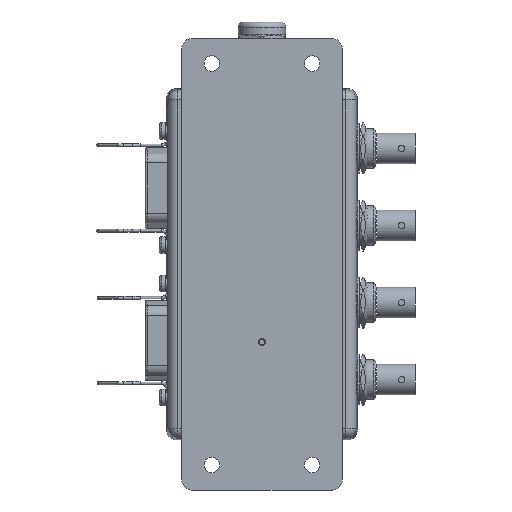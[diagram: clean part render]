
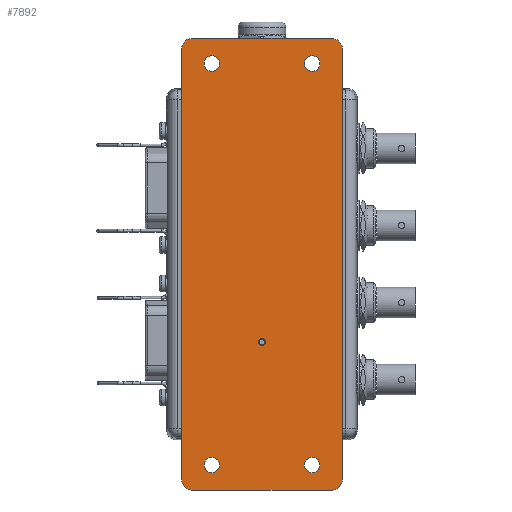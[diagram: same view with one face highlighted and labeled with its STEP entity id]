
A CAD part, front view. The second image highlights one B-rep face of the part: STEP entity #7892.
In plain terms, the highlighted planar face has unit normal (0, -1, 0).
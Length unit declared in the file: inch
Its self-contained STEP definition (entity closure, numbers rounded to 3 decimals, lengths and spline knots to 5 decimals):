
#543 = FACE_BOUND ( 'NONE', #15806, .T. ) ;
#582 = ORIENTED_EDGE ( 'NONE', *, *, #13796, .T. ) ;
#741 = VERTEX_POINT ( 'NONE', #53527 ) ;
#1448 = CIRCLE ( 'NONE', #52044, 0.125 ) ;
#1564 = DIRECTION ( 'NONE',  ( 0., 0., -1. ) ) ;
#1852 = DIRECTION ( 'NONE',  ( 0., -1., 0. ) ) ;
#2126 = DIRECTION ( 'NONE',  ( 0., 0., -1. ) ) ;
#2207 = LINE ( 'NONE', #26078, #36631 ) ;
#2392 = CARTESIAN_POINT ( 'NONE',  ( -0.875, -1.162, 2.687 ) ) ;
#2545 = CARTESIAN_POINT ( 'NONE',  ( -0.875, -1.162, 2.687 ) ) ;
#2842 = LINE ( 'NONE', #40853, #37271 ) ;
#3869 = DIRECTION ( 'NONE',  ( 0., -1., 0. ) ) ;
#3975 = CARTESIAN_POINT ( 'NONE',  ( 0.875, -1.162, 2.812 ) ) ;
#3991 = ORIENTED_EDGE ( 'NONE', *, *, #42214, .F. ) ;
#4331 = VERTEX_POINT ( 'NONE', #14788 ) ;
#4791 = VERTEX_POINT ( 'NONE', #49450 ) ;
#5573 = EDGE_CURVE ( 'NONE', #741, #741, #19094, .T. ) ;
#5636 = EDGE_CURVE ( 'NONE', #18167, #34972, #1448, .T. ) ;
#6354 = AXIS2_PLACEMENT_3D ( 'NONE', #55455, #28510, #1564 ) ;
#6919 = DIRECTION ( 'NONE',  ( 0., 0., -1. ) ) ;
#7079 = DIRECTION ( 'NONE',  ( 0., 0., -1. ) ) ;
#7357 = DIRECTION ( 'NONE',  ( 0., -1., 0. ) ) ;
#7892 = ADVANCED_FACE ( 'NONE', ( #13917, #36410, #543, #48327, #25834, #46988 ), #11369, .T. ) ;
#8563 = EDGE_CURVE ( 'NONE', #54916, #54916, #49580, .T. ) ;
#10663 = DIRECTION ( 'NONE',  ( 0., -1., 0. ) ) ;
#11272 = AXIS2_PLACEMENT_3D ( 'NONE', #42316, #15432, #46849 ) ;
#11369 = PLANE ( 'NONE',  #17666 ) ;
#12385 = CIRCLE ( 'NONE', #49421, 0.09675 ) ;
#12611 = AXIS2_PLACEMENT_3D ( 'NONE', #2392, #33858, #6919 ) ;
#12723 = DIRECTION ( 'NONE',  ( 1., 0., 0. ) ) ;
#13239 = DIRECTION ( 'NONE',  ( 0., -1., 0. ) ) ;
#13589 = CIRCLE ( 'NONE', #6354, 0.09675 ) ;
#13766 = DIRECTION ( 'NONE',  ( -1., 0., 0. ) ) ;
#13796 = EDGE_CURVE ( 'NONE', #4331, #4791, #29451, .T. ) ;
#13917 = FACE_BOUND ( 'NONE', #41870, .T. ) ;
#14339 = CARTESIAN_POINT ( 'NONE',  ( 0.625, -1.162, 2.40325 ) ) ;
#14788 = CARTESIAN_POINT ( 'NONE',  ( 1., -1.162, -2.687 ) ) ;
#15432 = DIRECTION ( 'NONE',  ( 0., -1., 0. ) ) ;
#15806 = EDGE_LOOP ( 'NONE', ( #29882 ) ) ;
#15913 = VERTEX_POINT ( 'NONE', #3975 ) ;
#16415 = CIRCLE ( 'NONE', #45981, 0.125 ) ;
#16945 = VERTEX_POINT ( 'NONE', #43361 ) ;
#17033 = VECTOR ( 'NONE', #19119, 39.37008 ) ;
#17589 = VERTEX_POINT ( 'NONE', #57472 ) ;
#17666 = AXIS2_PLACEMENT_3D ( 'NONE', #2545, #34023, #7079 ) ;
#18167 = VERTEX_POINT ( 'NONE', #58298 ) ;
#18461 = LINE ( 'NONE', #57447, #17033 ) ;
#19094 = CIRCLE ( 'NONE', #36950, 0.0445 ) ;
#19119 = DIRECTION ( 'NONE',  ( 0., 0., -1. ) ) ;
#19618 = CARTESIAN_POINT ( 'NONE',  ( -1., -1.162, 2.687 ) ) ;
#21388 = ORIENTED_EDGE ( 'NONE', *, *, #35916, .T. ) ;
#23211 = CARTESIAN_POINT ( 'NONE',  ( -0.625, -1.162, -2.59675 ) ) ;
#24166 = EDGE_CURVE ( 'NONE', #17589, #55410, #28547, .T. ) ;
#25834 = FACE_BOUND ( 'NONE', #27610, .T. ) ;
#26078 = CARTESIAN_POINT ( 'NONE',  ( -0.875, -1.162, -2.812 ) ) ;
#27610 = EDGE_LOOP ( 'NONE', ( #52934 ) ) ;
#28510 = DIRECTION ( 'NONE',  ( 0., -1., 0. ) ) ;
#28547 = CIRCLE ( 'NONE', #12611, 0.125 ) ;
#28781 = CARTESIAN_POINT ( 'NONE',  ( 0., -1.162, -0.97 ) ) ;
#29055 = DIRECTION ( 'NONE',  ( 0., -1., 0. ) ) ;
#29451 = LINE ( 'NONE', #29940, #39921 ) ;
#29882 = ORIENTED_EDGE ( 'NONE', *, *, #8563, .F. ) ;
#29940 = CARTESIAN_POINT ( 'NONE',  ( 1., -1.162, 2.687 ) ) ;
#30472 = AXIS2_PLACEMENT_3D ( 'NONE', #40137, #13239, #44683 ) ;
#30796 = CARTESIAN_POINT ( 'NONE',  ( 0.875, -1.162, -2.687 ) ) ;
#33309 = DIRECTION ( 'NONE',  ( 0., 0., -1. ) ) ;
#33858 = DIRECTION ( 'NONE',  ( 0., -1., 0. ) ) ;
#34023 = DIRECTION ( 'NONE',  ( 0., -1., 0. ) ) ;
#34299 = CARTESIAN_POINT ( 'NONE',  ( 0.625, -1.162, -2.5 ) ) ;
#34460 = VERTEX_POINT ( 'NONE', #23211 ) ;
#34972 = VERTEX_POINT ( 'NONE', #56390 ) ;
#35309 = DIRECTION ( 'NONE',  ( 0., 0., 1. ) ) ;
#35687 = EDGE_CURVE ( 'NONE', #55410, #18167, #18461, .T. ) ;
#35832 = VERTEX_POINT ( 'NONE', #41043 ) ;
#35916 = EDGE_CURVE ( 'NONE', #34972, #16945, #2207, .T. ) ;
#36410 = FACE_BOUND ( 'NONE', #50664, .T. ) ;
#36631 = VECTOR ( 'NONE', #12723, 39.37008 ) ;
#36950 = AXIS2_PLACEMENT_3D ( 'NONE', #28781, #1852, #33309 ) ;
#37271 = VECTOR ( 'NONE', #13766, 39.37008 ) ;
#37587 = CARTESIAN_POINT ( 'NONE',  ( -0.875, -1.162, -2.687 ) ) ;
#38753 = DIRECTION ( 'NONE',  ( 0., 0., -1. ) ) ;
#39392 = EDGE_CURVE ( 'NONE', #35832, #35832, #12385, .T. ) ;
#39921 = VECTOR ( 'NONE', #43306, 39.37008 ) ;
#40137 = CARTESIAN_POINT ( 'NONE',  ( 0.875, -1.162, 2.687 ) ) ;
#40522 = EDGE_CURVE ( 'NONE', #34460, #34460, #47743, .T. ) ;
#40853 = CARTESIAN_POINT ( 'NONE',  ( -0.875, -1.162, 2.812 ) ) ;
#41043 = CARTESIAN_POINT ( 'NONE',  ( 0.625, -1.162, -2.59675 ) ) ;
#41870 = EDGE_LOOP ( 'NONE', ( #50078 ) ) ;
#42116 = DIRECTION ( 'NONE',  ( 0., 0., 1. ) ) ;
#42214 = EDGE_CURVE ( 'NONE', #43567, #43567, #13589, .T. ) ;
#42316 = CARTESIAN_POINT ( 'NONE',  ( -0.625, -1.162, 2.5 ) ) ;
#43306 = DIRECTION ( 'NONE',  ( 0., 0., 1. ) ) ;
#43361 = CARTESIAN_POINT ( 'NONE',  ( 0.875, -1.162, -2.812 ) ) ;
#43567 = VERTEX_POINT ( 'NONE', #14339 ) ;
#43657 = EDGE_CURVE ( 'NONE', #15913, #17589, #2842, .T. ) ;
#44683 = DIRECTION ( 'NONE',  ( 0., 0., 1. ) ) ;
#45870 = ORIENTED_EDGE ( 'NONE', *, *, #57865, .T. ) ;
#45981 = AXIS2_PLACEMENT_3D ( 'NONE', #30796, #3869, #35309 ) ;
#46849 = DIRECTION ( 'NONE',  ( 0., 0., -1. ) ) ;
#46860 = EDGE_CURVE ( 'NONE', #4791, #15913, #54518, .T. ) ;
#46988 = FACE_OUTER_BOUND ( 'NONE', #48572, .T. ) ;
#47743 = CIRCLE ( 'NONE', #51819, 0.09675 ) ;
#48327 = FACE_BOUND ( 'NONE', #54285, .T. ) ;
#48572 = EDGE_LOOP ( 'NONE', ( #55481, #55200, #57498, #21388, #45870, #582, #54730, #52753 ) ) ;
#49421 = AXIS2_PLACEMENT_3D ( 'NONE', #34299, #7357, #38753 ) ;
#49450 = CARTESIAN_POINT ( 'NONE',  ( 1., -1.162, 2.687 ) ) ;
#49580 = CIRCLE ( 'NONE', #11272, 0.09675 ) ;
#50078 = ORIENTED_EDGE ( 'NONE', *, *, #5573, .F. ) ;
#50664 = EDGE_LOOP ( 'NONE', ( #51182 ) ) ;
#51182 = ORIENTED_EDGE ( 'NONE', *, *, #39392, .F. ) ;
#51819 = AXIS2_PLACEMENT_3D ( 'NONE', #55991, #29055, #2126 ) ;
#52044 = AXIS2_PLACEMENT_3D ( 'NONE', #37587, #10663, #42116 ) ;
#52753 = ORIENTED_EDGE ( 'NONE', *, *, #43657, .T. ) ;
#52934 = ORIENTED_EDGE ( 'NONE', *, *, #40522, .F. ) ;
#53527 = CARTESIAN_POINT ( 'NONE',  ( 0., -1.162, -1.0145 ) ) ;
#54285 = EDGE_LOOP ( 'NONE', ( #3991 ) ) ;
#54518 = CIRCLE ( 'NONE', #30472, 0.125 ) ;
#54730 = ORIENTED_EDGE ( 'NONE', *, *, #46860, .T. ) ;
#54916 = VERTEX_POINT ( 'NONE', #58261 ) ;
#55200 = ORIENTED_EDGE ( 'NONE', *, *, #35687, .T. ) ;
#55410 = VERTEX_POINT ( 'NONE', #19618 ) ;
#55455 = CARTESIAN_POINT ( 'NONE',  ( 0.625, -1.162, 2.5 ) ) ;
#55481 = ORIENTED_EDGE ( 'NONE', *, *, #24166, .T. ) ;
#55991 = CARTESIAN_POINT ( 'NONE',  ( -0.625, -1.162, -2.5 ) ) ;
#56390 = CARTESIAN_POINT ( 'NONE',  ( -0.875, -1.162, -2.812 ) ) ;
#57447 = CARTESIAN_POINT ( 'NONE',  ( -1., -1.162, 2.687 ) ) ;
#57472 = CARTESIAN_POINT ( 'NONE',  ( -0.875, -1.162, 2.812 ) ) ;
#57498 = ORIENTED_EDGE ( 'NONE', *, *, #5636, .T. ) ;
#57865 = EDGE_CURVE ( 'NONE', #16945, #4331, #16415, .T. ) ;
#58261 = CARTESIAN_POINT ( 'NONE',  ( -0.625, -1.162, 2.40325 ) ) ;
#58298 = CARTESIAN_POINT ( 'NONE',  ( -1., -1.162, -2.687 ) ) ;
